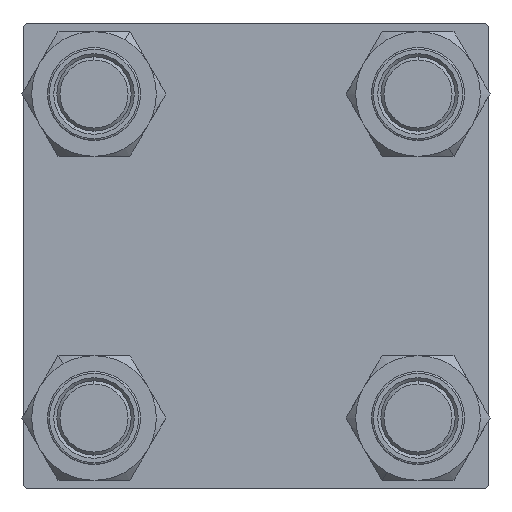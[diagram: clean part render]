
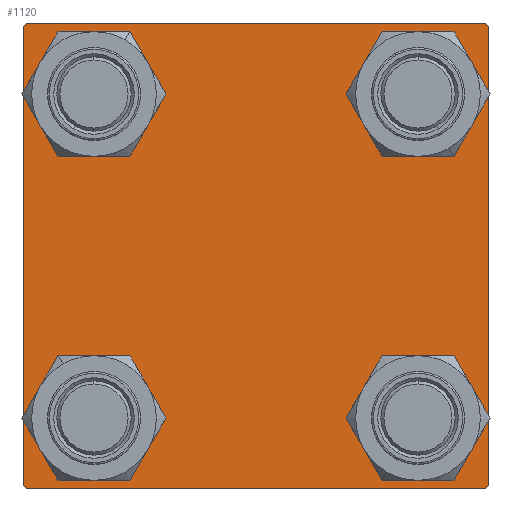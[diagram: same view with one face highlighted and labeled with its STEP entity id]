
A CAD part, left-side view. The second image highlights one B-rep face of the part: STEP entity #1120.
In plain terms, the highlighted planar face has unit normal (-1, 0, 0).
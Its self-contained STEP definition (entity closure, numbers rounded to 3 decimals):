
#102 = DIRECTION ( 'NONE',  ( 0., 0., 1. ) ) ;
#136 = DIRECTION ( 'NONE',  ( 0., -0.707, -0.707 ) ) ;
#269 = CARTESIAN_POINT ( 'NONE',  ( 0., 37.5, 37.5 ) ) ;
#1015 = CARTESIAN_POINT ( 'NONE',  ( 0., 26.15, 32.65 ) ) ;
#1038 = CARTESIAN_POINT ( 'NONE',  ( 0., -26.15, 32.65 ) ) ;
#1073 = ORIENTED_EDGE ( 'NONE', *, *, #33773, .T. ) ;
#1120 = ADVANCED_FACE ( 'NONE', ( #27198, #19045, #27452, #42753, #7863 ), #15747, .T. ) ;
#1188 = VERTEX_POINT ( 'NONE', #16255 ) ;
#1543 = AXIS2_PLACEMENT_3D ( 'NONE', #44296, #24660, #48109 ) ;
#1799 = DIRECTION ( 'NONE',  ( 0., 0., 1. ) ) ;
#2858 = ORIENTED_EDGE ( 'NONE', *, *, #34652, .F. ) ;
#2914 = EDGE_CURVE ( 'NONE', #13571, #18026, #8532, .T. ) ;
#2938 = LINE ( 'NONE', #37330, #7816 ) ;
#3210 = EDGE_CURVE ( 'NONE', #29178, #1188, #42755, .T. ) ;
#4288 = DIRECTION ( 'NONE',  ( 0., 0., 1. ) ) ;
#4875 = EDGE_CURVE ( 'NONE', #43528, #45660, #2938, .T. ) ;
#5108 = LINE ( 'NONE', #269, #49148 ) ;
#5871 = DIRECTION ( 'NONE',  ( 1., 0., 0. ) ) ;
#5883 = EDGE_LOOP ( 'NONE', ( #19083, #34028 ) ) ;
#6171 = DIRECTION ( 'NONE',  ( 0., 0., -1. ) ) ;
#6446 = CARTESIAN_POINT ( 'NONE',  ( 0., -26.15, -32.65 ) ) ;
#6861 = VECTOR ( 'NONE', #23062, 1000. ) ;
#7489 = DIRECTION ( 'NONE',  ( 1., 0., 0. ) ) ;
#7565 = EDGE_LOOP ( 'NONE', ( #40040, #16202, #1073, #43282, #2858, #43033, #47931, #22818 ) ) ;
#7816 = VECTOR ( 'NONE', #18457, 1000. ) ;
#7863 = FACE_OUTER_BOUND ( 'NONE', #7565, .T. ) ;
#8122 = CARTESIAN_POINT ( 'NONE',  ( 0., 0., 0. ) ) ;
#8532 = CIRCLE ( 'NONE', #38637, 6.5 ) ;
#9192 = VERTEX_POINT ( 'NONE', #1015 ) ;
#9373 = ORIENTED_EDGE ( 'NONE', *, *, #48434, .T. ) ;
#9588 = EDGE_CURVE ( 'NONE', #43841, #17103, #23048, .T. ) ;
#13086 = CARTESIAN_POINT ( 'NONE',  ( 0., 26.15, 19.65 ) ) ;
#13571 = VERTEX_POINT ( 'NONE', #1038 ) ;
#14371 = CARTESIAN_POINT ( 'NONE',  ( 0., -37.5, -37. ) ) ;
#14687 = EDGE_CURVE ( 'NONE', #27144, #49525, #33372, .T. ) ;
#15626 = CARTESIAN_POINT ( 'NONE',  ( 0., -26.15, 19.65 ) ) ;
#15720 = CARTESIAN_POINT ( 'NONE',  ( 0., -37., 37.5 ) ) ;
#15747 = PLANE ( 'NONE',  #16756 ) ;
#16202 = ORIENTED_EDGE ( 'NONE', *, *, #9588, .T. ) ;
#16255 = CARTESIAN_POINT ( 'NONE',  ( 0., 26.15, -19.65 ) ) ;
#16756 = AXIS2_PLACEMENT_3D ( 'NONE', #8122, #34602, #4288 ) ;
#17103 = VERTEX_POINT ( 'NONE', #34664 ) ;
#17781 = CARTESIAN_POINT ( 'NONE',  ( 0., 26.15, -32.65 ) ) ;
#18020 = CARTESIAN_POINT ( 'NONE',  ( 0., 26.15, 26.15 ) ) ;
#18026 = VERTEX_POINT ( 'NONE', #15626 ) ;
#18457 = DIRECTION ( 'NONE',  ( 0., 0.707, -0.707 ) ) ;
#19045 = FACE_BOUND ( 'NONE', #40920, .T. ) ;
#19083 = ORIENTED_EDGE ( 'NONE', *, *, #33846, .T. ) ;
#19390 = CARTESIAN_POINT ( 'NONE',  ( 0., 26.15, -26.15 ) ) ;
#19657 = ORIENTED_EDGE ( 'NONE', *, *, #29194, .T. ) ;
#19665 = CARTESIAN_POINT ( 'NONE',  ( 0., 37.5, -37.5 ) ) ;
#20608 = EDGE_CURVE ( 'NONE', #49525, #27144, #29618, .T. ) ;
#20612 = DIRECTION ( 'NONE',  ( 0., -1., 0. ) ) ;
#20686 = EDGE_CURVE ( 'NONE', #46256, #22434, #42694, .T. ) ;
#21143 = CARTESIAN_POINT ( 'NONE',  ( 0., -26.15, -26.15 ) ) ;
#21188 = CARTESIAN_POINT ( 'NONE',  ( 0., -37.5, 37.5 ) ) ;
#21231 = VECTOR ( 'NONE', #26673, 1000. ) ;
#21607 = CARTESIAN_POINT ( 'NONE',  ( 0., -26.15, -19.65 ) ) ;
#21656 = CARTESIAN_POINT ( 'NONE',  ( 0., 37.5, 37. ) ) ;
#21759 = CARTESIAN_POINT ( 'NONE',  ( 0., 37.5, -37. ) ) ;
#22434 = VERTEX_POINT ( 'NONE', #15720 ) ;
#22519 = LINE ( 'NONE', #49773, #42657 ) ;
#22818 = ORIENTED_EDGE ( 'NONE', *, *, #4875, .T. ) ;
#22828 = EDGE_LOOP ( 'NONE', ( #37328, #27618 ) ) ;
#23048 = LINE ( 'NONE', #42417, #41294 ) ;
#23062 = DIRECTION ( 'NONE',  ( 0., 0.707, 0.707 ) ) ;
#23472 = CIRCLE ( 'NONE', #1543, 6.5 ) ;
#23488 = DIRECTION ( 'NONE',  ( 1., 0., 0. ) ) ;
#24006 = CARTESIAN_POINT ( 'NONE',  ( 0., -26.15, -26.15 ) ) ;
#24199 = EDGE_CURVE ( 'NONE', #43528, #22434, #30775, .T. ) ;
#24264 = AXIS2_PLACEMENT_3D ( 'NONE', #38547, #45691, #46443 ) ;
#24660 = DIRECTION ( 'NONE',  ( 1., 0., 0. ) ) ;
#25493 = LINE ( 'NONE', #21188, #44253 ) ;
#26370 = CARTESIAN_POINT ( 'NONE',  ( 0., -37.25, 37.25 ) ) ;
#26514 = DIRECTION ( 'NONE',  ( 1., 0., 0. ) ) ;
#26673 = DIRECTION ( 'NONE',  ( 0., -1., 0. ) ) ;
#26690 = CIRCLE ( 'NONE', #24264, 6.5 ) ;
#26928 = CARTESIAN_POINT ( 'NONE',  ( 0., 37.5, 37.5 ) ) ;
#27144 = VERTEX_POINT ( 'NONE', #21607 ) ;
#27160 = CARTESIAN_POINT ( 'NONE',  ( 0., -37.5, 37. ) ) ;
#27198 = FACE_BOUND ( 'NONE', #22828, .T. ) ;
#27288 = AXIS2_PLACEMENT_3D ( 'NONE', #19390, #26514, #34685 ) ;
#27325 = DIRECTION ( 'NONE',  ( 0., 0., 1. ) ) ;
#27452 = FACE_BOUND ( 'NONE', #5883, .T. ) ;
#27618 = ORIENTED_EDGE ( 'NONE', *, *, #46714, .T. ) ;
#27771 = DIRECTION ( 'NONE',  ( 0., 0., -1. ) ) ;
#28766 = CIRCLE ( 'NONE', #36908, 6.5 ) ;
#28804 = EDGE_LOOP ( 'NONE', ( #19657, #9373 ) ) ;
#29178 = VERTEX_POINT ( 'NONE', #17781 ) ;
#29194 = EDGE_CURVE ( 'NONE', #9192, #39789, #28766, .T. ) ;
#29618 = CIRCLE ( 'NONE', #36139, 6.5 ) ;
#30775 = LINE ( 'NONE', #26928, #21231 ) ;
#30912 = DIRECTION ( 'NONE',  ( 1., 0., 0. ) ) ;
#32354 = EDGE_CURVE ( 'NONE', #44900, #44921, #22519, .T. ) ;
#33097 = CARTESIAN_POINT ( 'NONE',  ( 0., 26.15, -26.15 ) ) ;
#33372 = CIRCLE ( 'NONE', #34155, 6.5 ) ;
#33558 = DIRECTION ( 'NONE',  ( 0., 0., 1. ) ) ;
#33773 = EDGE_CURVE ( 'NONE', #17103, #44900, #39979, .T. ) ;
#33846 = EDGE_CURVE ( 'NONE', #1188, #29178, #39378, .T. ) ;
#34028 = ORIENTED_EDGE ( 'NONE', *, *, #3210, .T. ) ;
#34155 = AXIS2_PLACEMENT_3D ( 'NONE', #24006, #30912, #27325 ) ;
#34602 = DIRECTION ( 'NONE',  ( -1., 0., 0. ) ) ;
#34652 = EDGE_CURVE ( 'NONE', #46256, #44921, #25493, .T. ) ;
#34664 = CARTESIAN_POINT ( 'NONE',  ( 0., 37., -37.5 ) ) ;
#34685 = DIRECTION ( 'NONE',  ( 0., 0., 1. ) ) ;
#34896 = EDGE_CURVE ( 'NONE', #45660, #43841, #5108, .T. ) ;
#34994 = CARTESIAN_POINT ( 'NONE',  ( 0., -26.15, 26.15 ) ) ;
#35216 = DIRECTION ( 'NONE',  ( 0., 0., 1. ) ) ;
#36106 = AXIS2_PLACEMENT_3D ( 'NONE', #33097, #23488, #35216 ) ;
#36139 = AXIS2_PLACEMENT_3D ( 'NONE', #21143, #5871, #1799 ) ;
#36908 = AXIS2_PLACEMENT_3D ( 'NONE', #18020, #48838, #33558 ) ;
#37328 = ORIENTED_EDGE ( 'NONE', *, *, #2914, .T. ) ;
#37330 = CARTESIAN_POINT ( 'NONE',  ( 0., 37.25, 37.25 ) ) ;
#38547 = CARTESIAN_POINT ( 'NONE',  ( 0., 26.15, 26.15 ) ) ;
#38637 = AXIS2_PLACEMENT_3D ( 'NONE', #34994, #7489, #102 ) ;
#39378 = CIRCLE ( 'NONE', #36106, 6.5 ) ;
#39789 = VERTEX_POINT ( 'NONE', #13086 ) ;
#39979 = LINE ( 'NONE', #19665, #40973 ) ;
#40040 = ORIENTED_EDGE ( 'NONE', *, *, #34896, .T. ) ;
#40920 = EDGE_LOOP ( 'NONE', ( #43196, #49385 ) ) ;
#40973 = VECTOR ( 'NONE', #20612, 1000. ) ;
#41294 = VECTOR ( 'NONE', #136, 1000. ) ;
#41397 = DIRECTION ( 'NONE',  ( 0., -0.707, 0.707 ) ) ;
#42417 = CARTESIAN_POINT ( 'NONE',  ( 0., 37.25, -37.25 ) ) ;
#42657 = VECTOR ( 'NONE', #41397, 1000. ) ;
#42694 = LINE ( 'NONE', #26370, #6861 ) ;
#42753 = FACE_BOUND ( 'NONE', #28804, .T. ) ;
#42755 = CIRCLE ( 'NONE', #27288, 6.5 ) ;
#43033 = ORIENTED_EDGE ( 'NONE', *, *, #20686, .T. ) ;
#43196 = ORIENTED_EDGE ( 'NONE', *, *, #14687, .T. ) ;
#43282 = ORIENTED_EDGE ( 'NONE', *, *, #32354, .T. ) ;
#43528 = VERTEX_POINT ( 'NONE', #48319 ) ;
#43841 = VERTEX_POINT ( 'NONE', #21759 ) ;
#44253 = VECTOR ( 'NONE', #6171, 1000. ) ;
#44296 = CARTESIAN_POINT ( 'NONE',  ( 0., -26.15, 26.15 ) ) ;
#44463 = CARTESIAN_POINT ( 'NONE',  ( 0., -37., -37.5 ) ) ;
#44900 = VERTEX_POINT ( 'NONE', #44463 ) ;
#44921 = VERTEX_POINT ( 'NONE', #14371 ) ;
#45660 = VERTEX_POINT ( 'NONE', #21656 ) ;
#45691 = DIRECTION ( 'NONE',  ( 1., 0., 0. ) ) ;
#46256 = VERTEX_POINT ( 'NONE', #27160 ) ;
#46443 = DIRECTION ( 'NONE',  ( 0., 0., 1. ) ) ;
#46714 = EDGE_CURVE ( 'NONE', #18026, #13571, #23472, .T. ) ;
#47931 = ORIENTED_EDGE ( 'NONE', *, *, #24199, .F. ) ;
#48109 = DIRECTION ( 'NONE',  ( 0., 0., 1. ) ) ;
#48319 = CARTESIAN_POINT ( 'NONE',  ( 0., 37., 37.5 ) ) ;
#48434 = EDGE_CURVE ( 'NONE', #39789, #9192, #26690, .T. ) ;
#48838 = DIRECTION ( 'NONE',  ( 1., 0., 0. ) ) ;
#49148 = VECTOR ( 'NONE', #27771, 1000. ) ;
#49385 = ORIENTED_EDGE ( 'NONE', *, *, #20608, .T. ) ;
#49525 = VERTEX_POINT ( 'NONE', #6446 ) ;
#49773 = CARTESIAN_POINT ( 'NONE',  ( 0., -37.25, -37.25 ) ) ;
